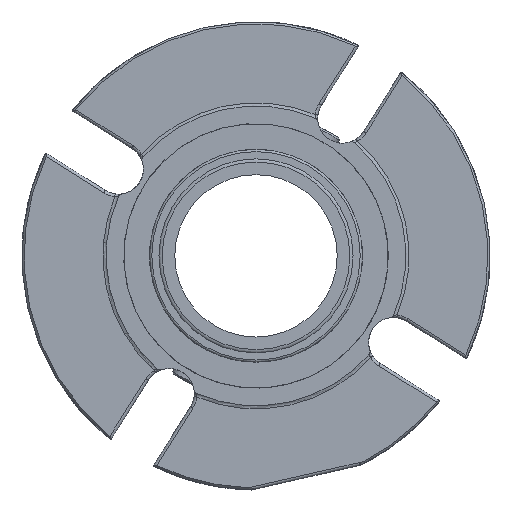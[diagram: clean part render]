
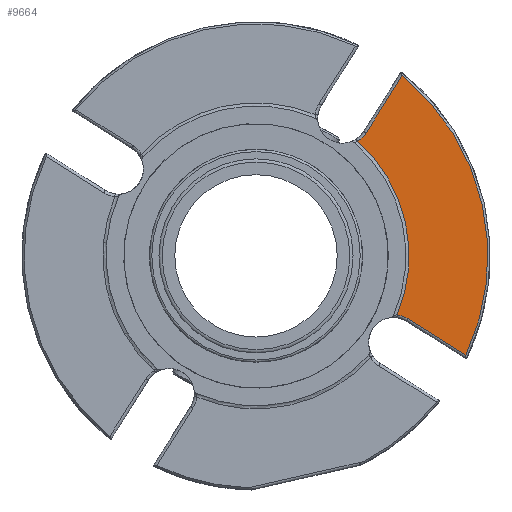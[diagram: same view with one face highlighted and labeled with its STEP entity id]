
A CAD part, left-side view. The second image highlights one B-rep face of the part: STEP entity #9664.
In plain terms, the highlighted planar face has unit normal (-1, 0, 0).
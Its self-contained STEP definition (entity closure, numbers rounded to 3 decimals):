
#400=PLANE('',#10550);
#1265=LINE('',#19127,#1772);
#1267=LINE('',#19145,#1774);
#1772=VECTOR('',#12532,1000.);
#1774=VECTOR('',#12542,1000.);
#3833=ORIENTED_EDGE('',*,*,#5809,.F.);
#3834=ORIENTED_EDGE('',*,*,#5805,.T.);
#3835=ORIENTED_EDGE('',*,*,#5864,.T.);
#3836=ORIENTED_EDGE('',*,*,#5866,.T.);
#3837=ORIENTED_EDGE('',*,*,#5867,.T.);
#3838=ORIENTED_EDGE('',*,*,#5811,.T.);
#5805=EDGE_CURVE('',#6906,#6907,#1265,.T.);
#5809=EDGE_CURVE('',#6906,#6909,#7503,.T.);
#5811=EDGE_CURVE('',#6910,#6909,#1267,.T.);
#5864=EDGE_CURVE('',#6907,#6935,#7534,.T.);
#5866=EDGE_CURVE('',#6935,#6936,#7536,.T.);
#5867=EDGE_CURVE('',#6936,#6910,#7537,.T.);
#6906=VERTEX_POINT('',#19128);
#6907=VERTEX_POINT('',#19129);
#6909=VERTEX_POINT('',#19139);
#6910=VERTEX_POINT('',#19146);
#6935=VERTEX_POINT('',#19278);
#6936=VERTEX_POINT('',#19283);
#7503=CIRCLE('',#10489,81.661);
#7534=CIRCLE('',#10548,9.75);
#7536=CIRCLE('',#10551,53.875);
#7537=CIRCLE('',#10552,9.75);
#8133=EDGE_LOOP('',(#3833,#3834,#3835,#3836,#3837,#3838));
#8825=FACE_BOUND('',#8133,.T.);
#9664=ADVANCED_FACE('',(#8825),#400,.F.);
#10489=AXIS2_PLACEMENT_3D('',#19138,#12538,#12539);
#10548=AXIS2_PLACEMENT_3D('',#19279,#12675,#12676);
#10550=AXIS2_PLACEMENT_3D('',#19281,#12679,#12680);
#10551=AXIS2_PLACEMENT_3D('',#19282,#12681,#12682);
#10552=AXIS2_PLACEMENT_3D('',#19284,#12683,#12684);
#12532=DIRECTION('',(0.,0.533,-0.846));
#12538=DIRECTION('',(1.,0.,0.));
#12539=DIRECTION('',(0.,-0.975,0.222));
#12542=DIRECTION('',(0.,-0.846,-0.533));
#12675=DIRECTION('',(1.,0.,0.));
#12676=DIRECTION('',(0.,-0.222,-0.975));
#12679=DIRECTION('',(1.,0.,0.));
#12680=DIRECTION('',(0.,-0.222,-0.975));
#12681=DIRECTION('',(1.,0.,0.));
#12682=DIRECTION('',(0.,-0.222,-0.975));
#12683=DIRECTION('',(1.,0.,0.));
#12684=DIRECTION('',(0.,-0.222,-0.975));
#19127=CARTESIAN_POINT('',(-8.103,11.474,-36.537));
#19128=CARTESIAN_POINT('',(-8.103,-51.436,63.426));
#19129=CARTESIAN_POINT('',(-8.103,-38.705,43.196));
#19138=CARTESIAN_POINT('',(-8.103,0.,0.));
#19139=CARTESIAN_POINT('',(-8.103,-73.812,-34.933));
#19145=CARTESIAN_POINT('',(-8.103,-36.537,-11.474));
#19146=CARTESIAN_POINT('',(-8.103,-53.583,-22.202));
#19278=CARTESIAN_POINT('',(-8.103,-35.815,40.246));
#19279=CARTESIAN_POINT('',(-8.103,-30.454,48.39));
#19281=CARTESIAN_POINT('',(-8.103,-11.618,-51.07));
#19282=CARTESIAN_POINT('',(-8.103,0.,0.));
#19283=CARTESIAN_POINT('',(-8.103,-49.701,-20.792));
#19284=CARTESIAN_POINT('',(-8.103,-48.39,-30.454));
